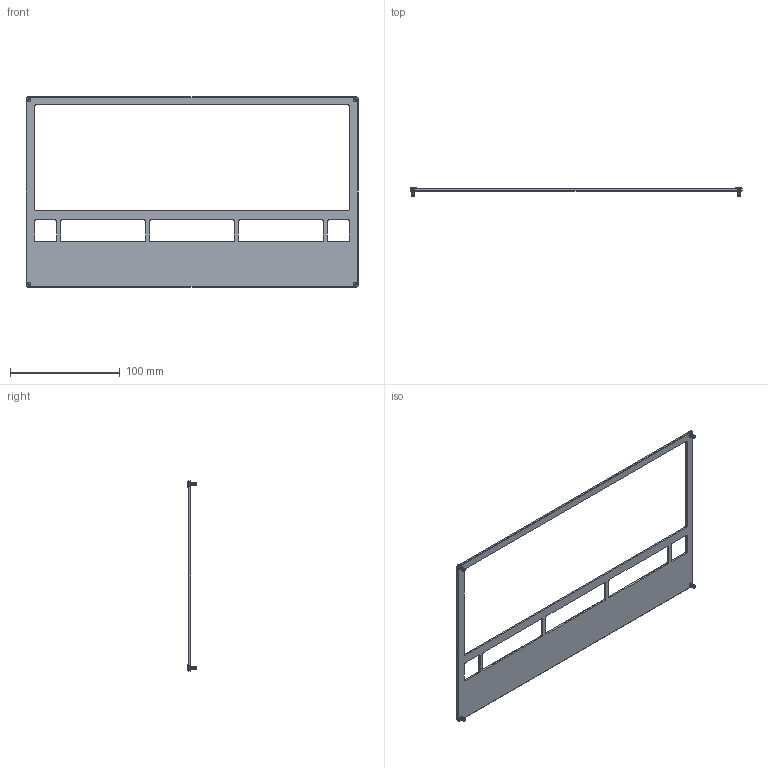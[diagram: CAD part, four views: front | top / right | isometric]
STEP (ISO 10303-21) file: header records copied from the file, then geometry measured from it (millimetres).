
FILE_DESCRIPTION(/* description */ (''),/* implementation_level */ '2;1');
FILE_NAME(/* name */ 'MC-76K-Top-Basic.step',/* time_stamp */ '2019-08-01T23:50:13+07:00',/* author */ (''),/* organization */ (''),/* preprocessor_version */ 'ST-DEVELOPER v18',/* originating_system */ 'Autodesk Translation Framework v8.2.0.1029',/* authorisation */ '');
FILE_SCHEMA (('AUTOMOTIVE_DESIGN { 1 0 10303 214 3 1 1 }'));
Length unit declared in the file: millimetre
Products named in the file (4): MC-76K-Top-Basic; Top; Screws; 90666A103
Assembly tree (6 placements, depth 3):
  MC-76K-Top-Basic
    Top
    Screws
      90666A103  x4
Bounding box: 302.32 x 8 x 173.03 mm (x, y, z)
Volume: 38512.2 mm3; surface area: 43566.6 mm2
Topology: 5 solids, 5 shells, 318 faces, 808 edges, 512 vertices
Faces by surface type: cylinder 172, plane 74, cone 36, torus 28, bspline 8
Full cylindrical faces by diameter (mm): 2.35 x44, 3 x48, 5.5 x8
Entity records: 7694 total; most frequent: CARTESIAN_POINT 3326, DIRECTION 930, ORIENTED_EDGE 878, EDGE_CURVE 439, AXIS2_PLACEMENT_3D 371, VERTEX_POINT 275, EDGE_LOOP 200, CIRCLE 189
